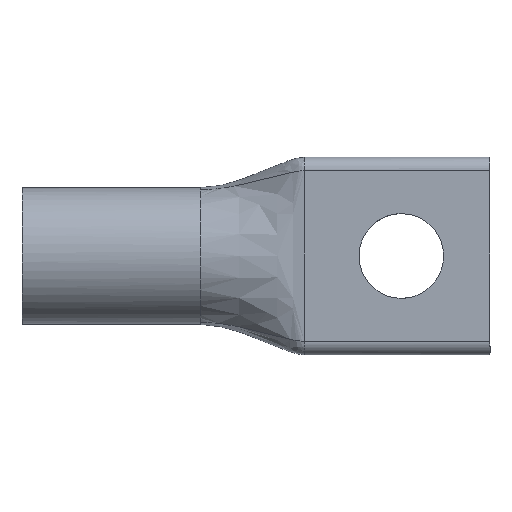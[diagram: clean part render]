
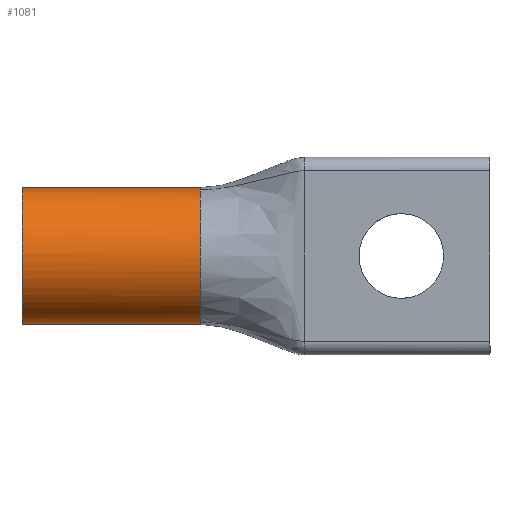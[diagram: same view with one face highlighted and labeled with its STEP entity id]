
A CAD part, front view. The second image highlights one B-rep face of the part: STEP entity #1081.
In plain terms, the highlighted cylindrical face has radius 13.462 mm (diameter 26.924 mm), a partial arc.
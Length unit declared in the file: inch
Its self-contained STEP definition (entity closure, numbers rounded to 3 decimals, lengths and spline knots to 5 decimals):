
#16 = CARTESIAN_POINT ( 'NONE',  ( 1.38, 0., -0.05781 ) ) ;
#75 = CARTESIAN_POINT ( 'NONE',  ( 0., 0.06689, 0.26692 ) ) ;
#106 = VERTEX_POINT ( 'NONE', #613 ) ;
#111 = CARTESIAN_POINT ( 'NONE',  ( 1.38, 0.39283, 0.51194 ) ) ;
#134 = VECTOR ( 'NONE', #591, 39.37008 ) ;
#173 = CYLINDRICAL_SURFACE ( 'NONE', #1617, 0.53 ) ;
#184 = CARTESIAN_POINT ( 'NONE',  ( 0., 0.53, 0.53 ) ) ;
#209 = EDGE_CURVE ( 'NONE', #837, #106, #2301, .T. ) ;
#258 = CARTESIAN_POINT ( 'NONE',  ( 0., 0.39127, -0.51621 ) ) ;
#261 = B_SPLINE_CURVE_WITH_KNOTS ( 'NONE', 3,
 ( #2516, #693, #1505, #1305 ),
 .UNSPECIFIED., .F., .F.,
 ( 4, 4 ),
 ( 0., 1. ),
 .UNSPECIFIED. ) ;
#262 = VERTEX_POINT ( 'NONE', #365 ) ;
#271 = CARTESIAN_POINT ( 'NONE',  ( 0., 0.20429, -0.42382 ) ) ;
#283 = CARTESIAN_POINT ( 'NONE',  ( 0., 0.10618, 0.32571 ) ) ;
#307 = CARTESIAN_POINT ( 'NONE',  ( 1.38, 0.40511, 0.51523 ) ) ;
#365 = CARTESIAN_POINT ( 'NONE',  ( 1.38, 0.53, -0.53 ) ) ;
#411 = CARTESIAN_POINT ( 'NONE',  ( 1.38, 0.00954, -0.11562 ) ) ;
#478 = LINE ( 'NONE', #1082, #1255 ) ;
#577 = CARTESIAN_POINT ( 'NONE',  ( 1.38, 0.39283, -0.51194 ) ) ;
#591 = DIRECTION ( 'NONE',  ( -1., 0., 0. ) ) ;
#613 = CARTESIAN_POINT ( 'NONE',  ( 0., 0.53, -0.53 ) ) ;
#628 = CARTESIAN_POINT ( 'NONE',  ( 1.38, 0.33698, 0.49698 ) ) ;
#644 = CARTESIAN_POINT ( 'NONE',  ( 0., 0.53, 0.53 ) ) ;
#664 = ORIENTED_EDGE ( 'NONE', *, *, #1838, .T. ) ;
#687 = EDGE_CURVE ( 'NONE', #2227, #1633, #1400, .T. ) ;
#693 = CARTESIAN_POINT ( 'NONE',  ( 1.38, 0.48375, -0.53 ) ) ;
#726 = CARTESIAN_POINT ( 'NONE',  ( 1.38, 0.46325, 0.52613 ) ) ;
#759 = CARTESIAN_POINT ( 'NONE',  ( 1.38, 0.53, 0.53 ) ) ;
#832 = CARTESIAN_POINT ( 'NONE',  ( 1.38, 0.39283, 0.51194 ) ) ;
#837 = VERTEX_POINT ( 'NONE', #184 ) ;
#878 = CARTESIAN_POINT ( 'NONE',  ( 0., 0.53, -0.53 ) ) ;
#891 = CARTESIAN_POINT ( 'NONE',  ( 0., 0.46062, -0.53 ) ) ;
#930 = CARTESIAN_POINT ( 'NONE',  ( 1.38, 0.42894, 0.5207 ) ) ;
#972 = EDGE_CURVE ( 'NONE', #262, #106, #1606, .T. ) ;
#992 = DIRECTION ( 'NONE',  ( -1., 0., 0. ) ) ;
#1032 = CARTESIAN_POINT ( 'NONE',  ( 1.38, 0.00954, 0.11562 ) ) ;
#1073 = CARTESIAN_POINT ( 'NONE',  ( 1.38, 0.53, 0.53 ) ) ;
#1081 = ADVANCED_FACE ( 'NONE', ( #1972 ), #173, .T. ) ;
#1082 = CARTESIAN_POINT ( 'NONE',  ( -0.57107, 0.53, 0.53 ) ) ;
#1099 = CARTESIAN_POINT ( 'NONE',  ( 1.38, 0.51894, 0.53 ) ) ;
#1123 = DIRECTION ( 'NONE',  ( -1., 0., 0. ) ) ;
#1242 = CARTESIAN_POINT ( 'NONE',  ( 1.38, 0.28362, 0.4728 ) ) ;
#1255 = VECTOR ( 'NONE', #1123, 39.37008 ) ;
#1257 = CARTESIAN_POINT ( 'NONE',  ( 1.38, 0.14472, 0.36851 ) ) ;
#1270 = CARTESIAN_POINT ( 'NONE',  ( 1.38, 0.39283, 0.51194 ) ) ;
#1271 = CARTESIAN_POINT ( 'NONE',  ( 0., 0.06689, -0.26692 ) ) ;
#1285 = CARTESIAN_POINT ( 'NONE',  ( 0., 0.10618, -0.32571 ) ) ;
#1305 = CARTESIAN_POINT ( 'NONE',  ( 1.38, 0.39283, -0.51194 ) ) ;
#1316 = ORIENTED_EDGE ( 'NONE', *, *, #1577, .T. ) ;
#1324 = CARTESIAN_POINT ( 'NONE',  ( 0., 0.01379, 0.13873 ) ) ;
#1400 = B_SPLINE_CURVE_WITH_KNOTS ( 'NONE', 3,
 ( #1073, #1099, #1934, #726, #930, #307, #111 ),
 .UNSPECIFIED., .F., .F.,
 ( 4, 1, 1, 1, 4 ),
 ( 0., 0.25, 0.5, 0.75, 1. ),
 .UNSPECIFIED. ) ;
#1404 = CARTESIAN_POINT ( 'NONE',  ( 0., 0.46062, 0.53 ) ) ;
#1505 = CARTESIAN_POINT ( 'NONE',  ( 1.38, 0.4375, -0.52391 ) ) ;
#1524 = CARTESIAN_POINT ( 'NONE',  ( 0., 0., 0.06938 ) ) ;
#1555 = ORIENTED_EDGE ( 'NONE', *, *, #687, .F. ) ;
#1577 = EDGE_CURVE ( 'NONE', #2254, #1633, #2372, .T. ) ;
#1579 = CARTESIAN_POINT ( 'NONE',  ( 1.38, 0.28362, -0.4728 ) ) ;
#1590 = CARTESIAN_POINT ( 'NONE',  ( 1.38, 0.14472, -0.36851 ) ) ;
#1606 = LINE ( 'NONE', #2004, #134 ) ;
#1617 = AXIS2_PLACEMENT_3D ( 'NONE', #2183, #992, #1774 ) ;
#1633 = VERTEX_POINT ( 'NONE', #832 ) ;
#1729 = EDGE_CURVE ( 'NONE', #2227, #837, #478, .T. ) ;
#1774 = DIRECTION ( 'NONE',  ( 0., 0., 1. ) ) ;
#1838 = EDGE_CURVE ( 'NONE', #262, #2254, #261, .T. ) ;
#1856 = CARTESIAN_POINT ( 'NONE',  ( 1.38, 0.07433, -0.27678 ) ) ;
#1870 = CARTESIAN_POINT ( 'NONE',  ( 1.38, 0.18748, 0.40856 ) ) ;
#1885 = CARTESIAN_POINT ( 'NONE',  ( 1.38, 0.18748, -0.40856 ) ) ;
#1934 = CARTESIAN_POINT ( 'NONE',  ( 1.38, 0.49681, 0.52931 ) ) ;
#1941 = ORIENTED_EDGE ( 'NONE', *, *, #1729, .T. ) ;
#1972 = FACE_OUTER_BOUND ( 'NONE', #2340, .T. ) ;
#1991 = CARTESIAN_POINT ( 'NONE',  ( 1.38, 0.04671, -0.22511 ) ) ;
#2004 = CARTESIAN_POINT ( 'NONE',  ( -0.57107, 0.53, -0.53 ) ) ;
#2065 = CARTESIAN_POINT ( 'NONE',  ( 1.38, 0.07433, 0.27678 ) ) ;
#2138 = CARTESIAN_POINT ( 'NONE',  ( 0., 0.20429, 0.42382 ) ) ;
#2165 = CARTESIAN_POINT ( 'NONE',  ( 1.38, 0.39283, -0.51194 ) ) ;
#2183 = CARTESIAN_POINT ( 'NONE',  ( -0.57107, 0.53, 0. ) ) ;
#2214 = CARTESIAN_POINT ( 'NONE',  ( 0., 0.39127, 0.51621 ) ) ;
#2227 = VERTEX_POINT ( 'NONE', #759 ) ;
#2237 = CARTESIAN_POINT ( 'NONE',  ( 1.38, 0.33698, -0.49698 ) ) ;
#2254 = VERTEX_POINT ( 'NONE', #577 ) ;
#2281 = CARTESIAN_POINT ( 'NONE',  ( 0., 0., -0.06938 ) ) ;
#2301 = B_SPLINE_CURVE_WITH_KNOTS ( 'NONE', 3,
 ( #644, #1404, #2214, #2508, #2138, #283, #75, #1324, #1524, #2281, #2338, #1271, #1285, #271, #2495, #258, #891, #878 ),
 .UNSPECIFIED., .F., .F.,
 ( 4, 2, 2, 2, 2, 2, 2, 2, 4 ),
 ( 0., 0.125, 0.25, 0.375, 0.5, 0.625, 0.75, 0.875, 1. ),
 .UNSPECIFIED. ) ;
#2338 = CARTESIAN_POINT ( 'NONE',  ( 0., 0.01379, -0.13873 ) ) ;
#2340 = EDGE_LOOP ( 'NONE', ( #2556, #664, #1316, #1555, #1941, #2552 ) ) ;
#2372 = B_SPLINE_CURVE_WITH_KNOTS ( 'NONE', 3,
 ( #2165, #2237, #1579, #1885, #1590, #1856, #1991, #411, #16, #2454, #1032, #2467, #2065, #1257, #1870, #1242, #628, #1270 ),
 .UNSPECIFIED., .F., .F.,
 ( 4, 2, 2, 2, 2, 2, 2, 2, 4 ),
 ( 0., 0.125, 0.25, 0.375, 0.5, 0.625, 0.75, 0.875, 1. ),
 .UNSPECIFIED. ) ;
#2454 = CARTESIAN_POINT ( 'NONE',  ( 1.38, 0., 0.05781 ) ) ;
#2467 = CARTESIAN_POINT ( 'NONE',  ( 1.38, 0.04671, 0.22511 ) ) ;
#2495 = CARTESIAN_POINT ( 'NONE',  ( 0., 0.26308, -0.46311 ) ) ;
#2508 = CARTESIAN_POINT ( 'NONE',  ( 0., 0.26308, 0.46311 ) ) ;
#2516 = CARTESIAN_POINT ( 'NONE',  ( 1.38, 0.53, -0.53 ) ) ;
#2552 = ORIENTED_EDGE ( 'NONE', *, *, #209, .T. ) ;
#2556 = ORIENTED_EDGE ( 'NONE', *, *, #972, .F. ) ;
